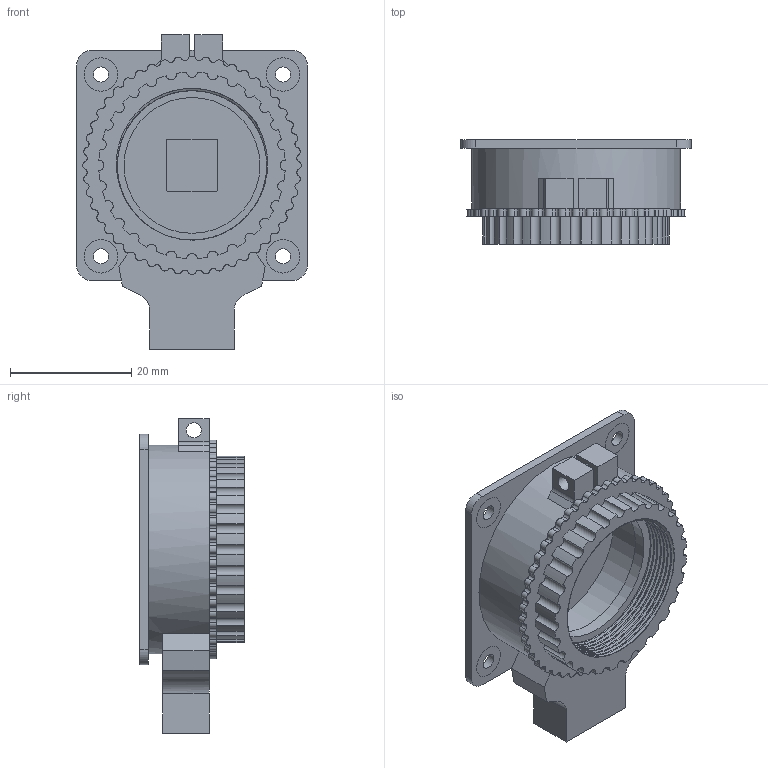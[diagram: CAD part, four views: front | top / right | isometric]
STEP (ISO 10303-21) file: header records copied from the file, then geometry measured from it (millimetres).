
FILE_DESCRIPTION(/* description */ (''),/* implementation_level */ '2;1');
FILE_NAME(/* name */ 'Camera v2.step',/* time_stamp */ '2020-05-01T15:53:48+05:00',/* author */ (''),/* organization */ (''),/* preprocessor_version */ 'ST-DEVELOPER v18.1',/* originating_system */ 'Autodesk Translation Framework v9.2.0.1227',/* authorisation */ '');
FILE_SCHEMA (('AUTOMOTIVE_DESIGN { 1 0 10303 214 3 1 1 }'));
Length unit declared in the file: millimetre
Products named in the file (2): Camera; Camera_1
Assembly tree (1 placements, depth 2):
  Camera
    Camera_1
Bounding box: 38 x 17.23 x 51.85 mm (x, y, z)
Volume: 10970 mm3; surface area: 10760.8 mm2
Topology: 7 solids, 7 shells, 329 faces, 920 edges, 610 vertices
Faces by surface type: cylinder 278, plane 45, bspline 6
Full cylindrical faces by diameter (mm): 2.5 x6, 5.283 x15, 5.5 x8, 6.12 x15, 22.4 x1, 24.638 x6, 24.671 x1, 25.4 x7, 34.475 x1
Entity records: 14926 total; most frequent: CARTESIAN_POINT 6115, DIRECTION 1934, ORIENTED_EDGE 1840, EDGE_CURVE 920, AXIS2_PLACEMENT_3D 795, VERTEX_POINT 610, CIRCLE 469, EDGE_LOOP 356
